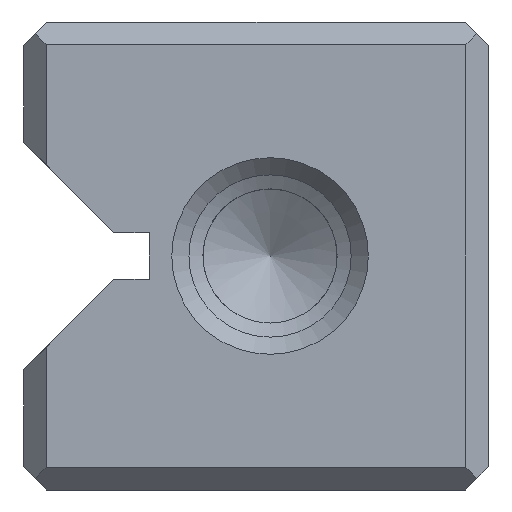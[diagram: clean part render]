
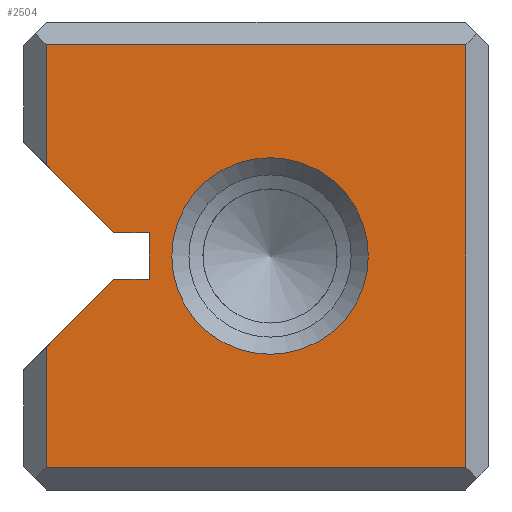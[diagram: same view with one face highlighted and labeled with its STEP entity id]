
A CAD part, left-side view. The second image highlights one B-rep face of the part: STEP entity #2504.
In plain terms, the highlighted planar face has unit normal (-1, 0, 0).
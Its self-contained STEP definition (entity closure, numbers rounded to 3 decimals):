
#2504=ADVANCED_FACE('',(#3554,#3555),#2938,.T.);
#2938=PLANE('',#9454);
#3206=CIRCLE('',#9453,3.15);
#3554=FACE_BOUND('',#3882,.T.);
#3555=FACE_BOUND('',#3883,.T.);
#3882=EDGE_LOOP('',(#4716));
#3883=EDGE_LOOP('',(#4717,#4718,#4719,#4720,#4721,#4722,#4723,#4724,#4725,
#4726));
#4716=ORIENTED_EDGE('',*,*,#7381,.T.);
#4717=ORIENTED_EDGE('',*,*,#7382,.T.);
#4718=ORIENTED_EDGE('',*,*,#7383,.T.);
#4719=ORIENTED_EDGE('',*,*,#7384,.T.);
#4720=ORIENTED_EDGE('',*,*,#7385,.T.);
#4721=ORIENTED_EDGE('',*,*,#7386,.T.);
#4722=ORIENTED_EDGE('',*,*,#7387,.T.);
#4723=ORIENTED_EDGE('',*,*,#7388,.T.);
#4724=ORIENTED_EDGE('',*,*,#7389,.F.);
#4725=ORIENTED_EDGE('',*,*,#7390,.F.);
#4726=ORIENTED_EDGE('',*,*,#7391,.T.);
#6678=VERTEX_POINT('',#12292);
#6679=VERTEX_POINT('',#12294);
#6680=VERTEX_POINT('',#12295);
#6681=VERTEX_POINT('',#12297);
#6682=VERTEX_POINT('',#12299);
#6683=VERTEX_POINT('',#12301);
#6684=VERTEX_POINT('',#12303);
#6685=VERTEX_POINT('',#12305);
#6686=VERTEX_POINT('',#12307);
#6687=VERTEX_POINT('',#12309);
#6688=VERTEX_POINT('',#12311);
#7381=EDGE_CURVE('',#6678,#6678,#3206,.T.);
#7382=EDGE_CURVE('',#6679,#6680,#8264,.T.);
#7383=EDGE_CURVE('',#6680,#6681,#8265,.T.);
#7384=EDGE_CURVE('',#6681,#6682,#8266,.T.);
#7385=EDGE_CURVE('',#6682,#6683,#8267,.T.);
#7386=EDGE_CURVE('',#6683,#6684,#8268,.T.);
#7387=EDGE_CURVE('',#6684,#6685,#8269,.T.);
#7388=EDGE_CURVE('',#6685,#6686,#8270,.T.);
#7389=EDGE_CURVE('',#6687,#6686,#8271,.T.);
#7390=EDGE_CURVE('',#6688,#6687,#8272,.T.);
#7391=EDGE_CURVE('',#6688,#6679,#8273,.T.);
#8264=LINE('',#12293,#8924);
#8265=LINE('',#12296,#8925);
#8266=LINE('',#12298,#8926);
#8267=LINE('',#12300,#8927);
#8268=LINE('',#12302,#8928);
#8269=LINE('',#12304,#8929);
#8270=LINE('',#12306,#8930);
#8271=LINE('',#12308,#8931);
#8272=LINE('',#12310,#8932);
#8273=LINE('',#12312,#8933);
#8924=VECTOR('',#10120,1.);
#8925=VECTOR('',#10121,1.);
#8926=VECTOR('',#10122,1.);
#8927=VECTOR('',#10123,1.);
#8928=VECTOR('',#10124,1.);
#8929=VECTOR('',#10125,1.);
#8930=VECTOR('',#10126,1.);
#8931=VECTOR('',#10127,1.);
#8932=VECTOR('',#10128,1.);
#8933=VECTOR('',#10129,1.);
#9453=AXIS2_PLACEMENT_3D('',#12291,#10118,#10119);
#9454=AXIS2_PLACEMENT_3D('',#12313,#10130,#10131);
#10118=DIRECTION('',(1.,0.,0.));
#10119=DIRECTION('',(0.,0.,-1.));
#10120=DIRECTION('',(0.,-1.,0.));
#10121=DIRECTION('',(0.,0.,1.));
#10122=DIRECTION('',(0.,1.,0.));
#10123=DIRECTION('',(0.,0.,-1.));
#10124=DIRECTION('',(0.,-0.707,-0.707));
#10125=DIRECTION('',(0.,-1.,0.));
#10126=DIRECTION('',(0.,0.,-1.));
#10127=DIRECTION('',(0.,-1.,0.));
#10128=DIRECTION('',(0.,-0.707,0.707));
#10129=DIRECTION('',(0.,0.,-1.));
#10130=DIRECTION('',(-1.,0.,0.));
#10131=DIRECTION('',(0.,0.,-1.));
#12291=CARTESIAN_POINT('',(0.,7.,7.5));
#12292=CARTESIAN_POINT('',(0.,7.,4.35));
#12293=CARTESIAN_POINT('',(0.,7.45,0.725));
#12294=CARTESIAN_POINT('',(0.,14.175,0.725));
#12295=CARTESIAN_POINT('',(0.,0.725,0.725));
#12296=CARTESIAN_POINT('',(0.,0.725,0.));
#12297=CARTESIAN_POINT('',(0.,0.725,14.275));
#12298=CARTESIAN_POINT('',(0.,7.45,14.275));
#12299=CARTESIAN_POINT('',(0.,14.175,14.275));
#12300=CARTESIAN_POINT('',(0.,14.175,0.));
#12301=CARTESIAN_POINT('',(0.,14.175,10.418));
#12302=CARTESIAN_POINT('',(0.,14.9,11.143));
#12303=CARTESIAN_POINT('',(0.,12.007,8.25));
#12304=CARTESIAN_POINT('',(0.,10.875,8.25));
#12305=CARTESIAN_POINT('',(0.,10.875,8.25));
#12306=CARTESIAN_POINT('',(0.,10.875,8.25));
#12307=CARTESIAN_POINT('',(0.,10.875,6.75));
#12308=CARTESIAN_POINT('',(0.,10.875,6.75));
#12309=CARTESIAN_POINT('',(0.,12.007,6.75));
#12310=CARTESIAN_POINT('',(0.,14.9,3.857));
#12311=CARTESIAN_POINT('',(0.,14.175,4.582));
#12312=CARTESIAN_POINT('',(0.,14.175,0.));
#12313=CARTESIAN_POINT('',(0.,7.45,0.));
